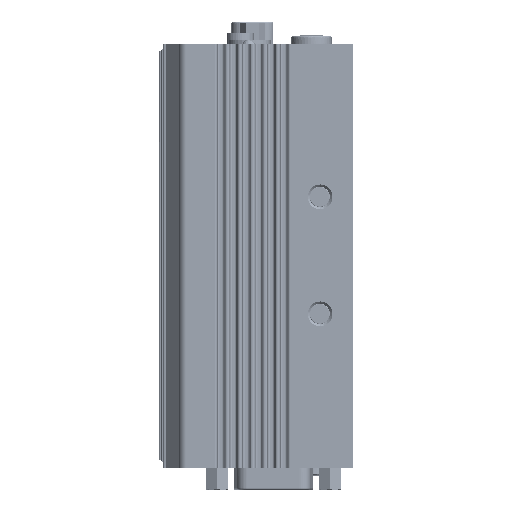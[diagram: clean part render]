
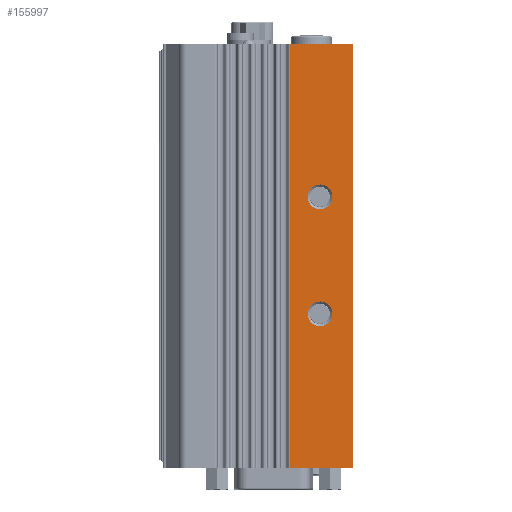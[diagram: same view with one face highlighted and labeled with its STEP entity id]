
A CAD part, left-side view. The second image highlights one B-rep face of the part: STEP entity #155997.
In plain terms, the highlighted planar face has unit normal (-1, 0, 0).
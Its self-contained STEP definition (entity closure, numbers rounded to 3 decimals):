
#10735 = AXIS2_PLACEMENT_3D ( 'NONE', #138996, #351034, #169230 ) ;
#10889 = ORIENTED_EDGE ( 'NONE', *, *, #55946, .F. ) ;
#18146 = CIRCLE ( 'NONE', #289802, 2.75 ) ;
#20190 = EDGE_CURVE ( 'NONE', #62683, #294732, #285727, .T. ) ;
#20192 = DIRECTION ( 'NONE',  ( 0., 0., 1. ) ) ;
#20659 = DIRECTION ( 'NONE',  ( -1., 0., 0. ) ) ;
#21037 = CARTESIAN_POINT ( 'NONE',  ( -29.908, 25.716, -9.395 ) ) ;
#25359 = EDGE_CURVE ( 'NONE', #249273, #32232, #261601, .T. ) ;
#28960 = VERTEX_POINT ( 'NONE', #261466 ) ;
#31151 = DIRECTION ( 'NONE',  ( 1., 0., 0. ) ) ;
#32232 = VERTEX_POINT ( 'NONE', #149980 ) ;
#38963 = EDGE_CURVE ( 'NONE', #28960, #172465, #199658, .T. ) ;
#41831 = EDGE_CURVE ( 'NONE', #144223, #193280, #387636, .T. ) ;
#53612 = VECTOR ( 'NONE', #263992, 1000. ) ;
#55946 = EDGE_CURVE ( 'NONE', #193280, #144223, #18146, .T. ) ;
#61745 = CARTESIAN_POINT ( 'NONE',  ( -29.908, 25.716, -35.395 ) ) ;
#62683 = VERTEX_POINT ( 'NONE', #295057 ) ;
#82083 = CARTESIAN_POINT ( 'NONE',  ( -29.908, 32.416, -65.745 ) ) ;
#90103 = FACE_BOUND ( 'NONE', #244005, .T. ) ;
#98112 = DIRECTION ( 'NONE',  ( 0., 0., 1. ) ) ;
#118910 = DIRECTION ( 'NONE',  ( 0., 1., 0. ) ) ;
#138996 = CARTESIAN_POINT ( 'NONE',  ( -29.908, 25.716, -35.395 ) ) ;
#140617 = AXIS2_PLACEMENT_3D ( 'NONE', #211421, #31151, #241909 ) ;
#144223 = VERTEX_POINT ( 'NONE', #337907 ) ;
#147108 = CARTESIAN_POINT ( 'NONE',  ( -29.908, 18.416, -65.745 ) ) ;
#149699 = DIRECTION ( 'NONE',  ( 0., 0., 1. ) ) ;
#149980 = CARTESIAN_POINT ( 'NONE',  ( -29.908, 32.416, 24.655 ) ) ;
#155997 = ADVANCED_FACE ( 'NONE', ( #250814, #90103, #170323 ), #271335, .F. ) ;
#168171 = ORIENTED_EDGE ( 'NONE', *, *, #38963, .T. ) ;
#169230 = DIRECTION ( 'NONE',  ( 0., 0., 1. ) ) ;
#170323 = FACE_BOUND ( 'NONE', #391225, .T. ) ;
#172465 = VERTEX_POINT ( 'NONE', #174099 ) ;
#174099 = CARTESIAN_POINT ( 'NONE',  ( -29.908, 18.416, 24.655 ) ) ;
#193280 = VERTEX_POINT ( 'NONE', #218992 ) ;
#193469 = DIRECTION ( 'NONE',  ( 0., 0., 1. ) ) ;
#193951 = DIRECTION ( 'NONE',  ( -1., 0., 0. ) ) ;
#194763 = CARTESIAN_POINT ( 'NONE',  ( -29.908, 25.716, -9.395 ) ) ;
#195190 = DIRECTION ( 'NONE',  ( -1., 0., 0. ) ) ;
#199658 = LINE ( 'NONE', #147108, #285538 ) ;
#211421 = CARTESIAN_POINT ( 'NONE',  ( -29.908, 52.192, -65.745 ) ) ;
#213846 = VECTOR ( 'NONE', #376863, 1000. ) ;
#214754 = ORIENTED_EDGE ( 'NONE', *, *, #20190, .F. ) ;
#218992 = CARTESIAN_POINT ( 'NONE',  ( -29.908, 25.716, -6.645 ) ) ;
#226050 = LINE ( 'NONE', #301562, #387857 ) ;
#231892 = CARTESIAN_POINT ( 'NONE',  ( -29.908, 52.192, 24.655 ) ) ;
#238609 = ORIENTED_EDGE ( 'NONE', *, *, #25359, .F. ) ;
#241909 = DIRECTION ( 'NONE',  ( 0., 0., -1. ) ) ;
#244005 = EDGE_LOOP ( 'NONE', ( #10889, #338539 ) ) ;
#249273 = VERTEX_POINT ( 'NONE', #364803 ) ;
#250814 = FACE_OUTER_BOUND ( 'NONE', #349810, .T. ) ;
#257437 = ORIENTED_EDGE ( 'NONE', *, *, #317398, .F. ) ;
#259768 = ORIENTED_EDGE ( 'NONE', *, *, #328153, .F. ) ;
#261466 = CARTESIAN_POINT ( 'NONE',  ( -29.908, 18.416, -69.545 ) ) ;
#261601 = LINE ( 'NONE', #82083, #213846 ) ;
#263992 = DIRECTION ( 'NONE',  ( 0., -1., 0. ) ) ;
#271335 = PLANE ( 'NONE',  #140617 ) ;
#275259 = AXIS2_PLACEMENT_3D ( 'NONE', #21037, #20659, #20192 ) ;
#285538 = VECTOR ( 'NONE', #149699, 1000. ) ;
#285727 = CIRCLE ( 'NONE', #330734, 2.75 ) ;
#289802 = AXIS2_PLACEMENT_3D ( 'NONE', #194763, #193951, #193469 ) ;
#294732 = VERTEX_POINT ( 'NONE', #323903 ) ;
#295057 = CARTESIAN_POINT ( 'NONE',  ( -29.908, 25.716, -32.645 ) ) ;
#301562 = CARTESIAN_POINT ( 'NONE',  ( -29.908, 52.192, -69.545 ) ) ;
#316161 = EDGE_CURVE ( 'NONE', #32232, #172465, #375584, .T. ) ;
#317398 = EDGE_CURVE ( 'NONE', #28960, #249273, #226050, .T. ) ;
#323903 = CARTESIAN_POINT ( 'NONE',  ( -29.908, 25.716, -38.145 ) ) ;
#328153 = EDGE_CURVE ( 'NONE', #294732, #62683, #376933, .T. ) ;
#330734 = AXIS2_PLACEMENT_3D ( 'NONE', #61745, #195190, #98112 ) ;
#337907 = CARTESIAN_POINT ( 'NONE',  ( -29.908, 25.716, -12.145 ) ) ;
#338539 = ORIENTED_EDGE ( 'NONE', *, *, #41831, .F. ) ;
#346188 = ORIENTED_EDGE ( 'NONE', *, *, #316161, .F. ) ;
#349810 = EDGE_LOOP ( 'NONE', ( #346188, #238609, #257437, #168171 ) ) ;
#351034 = DIRECTION ( 'NONE',  ( -1., 0., 0. ) ) ;
#364803 = CARTESIAN_POINT ( 'NONE',  ( -29.908, 32.416, -69.545 ) ) ;
#375584 = LINE ( 'NONE', #231892, #53612 ) ;
#376863 = DIRECTION ( 'NONE',  ( 0., 0., 1. ) ) ;
#376933 = CIRCLE ( 'NONE', #10735, 2.75 ) ;
#387636 = CIRCLE ( 'NONE', #275259, 2.75 ) ;
#387857 = VECTOR ( 'NONE', #118910, 1000. ) ;
#391225 = EDGE_LOOP ( 'NONE', ( #214754, #259768 ) ) ;
